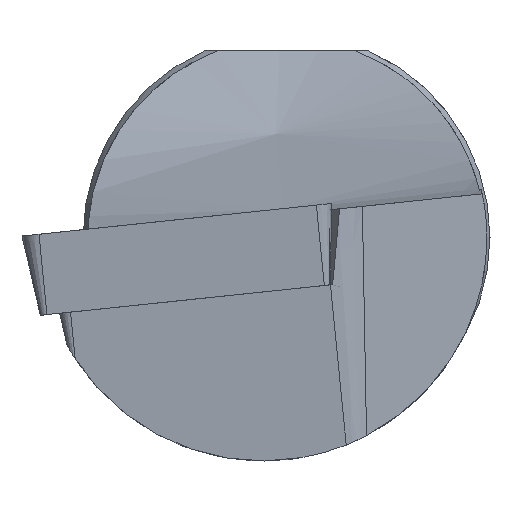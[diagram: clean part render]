
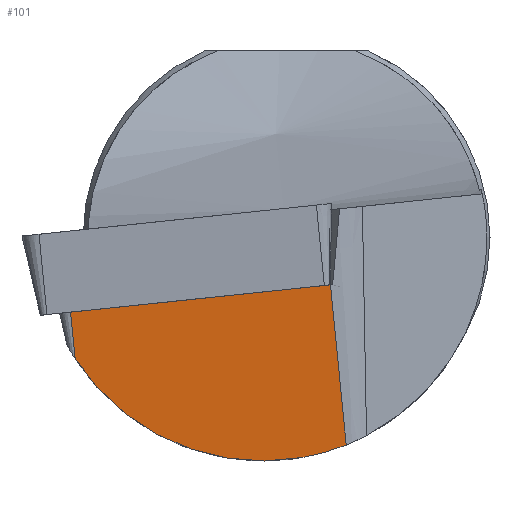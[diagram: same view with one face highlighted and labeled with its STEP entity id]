
A CAD part, left-side view. The second image highlights one B-rep face of the part: STEP entity #101.
In plain terms, the highlighted planar face has unit normal (-0.991, -0.064, -0.116).
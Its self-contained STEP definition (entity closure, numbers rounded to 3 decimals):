
#60=ELLIPSE('',#587,11.098,11.);
#101=ADVANCED_FACE('',(#148),#129,.T.);
#129=PLANE('',#588);
#148=FACE_OUTER_BOUND('',#178,.T.);
#178=EDGE_LOOP('',(#256,#257,#258,#259));
#256=ORIENTED_EDGE('',*,*,#443,.F.);
#257=ORIENTED_EDGE('',*,*,#444,.T.);
#258=ORIENTED_EDGE('',*,*,#445,.T.);
#259=ORIENTED_EDGE('',*,*,#446,.F.);
#386=VERTEX_POINT('',#809);
#387=VERTEX_POINT('',#810);
#388=VERTEX_POINT('',#812);
#389=VERTEX_POINT('',#814);
#443=EDGE_CURVE('',#386,#387,#514,.T.);
#444=EDGE_CURVE('',#386,#388,#515,.T.);
#445=EDGE_CURVE('',#388,#389,#60,.T.);
#446=EDGE_CURVE('',#387,#389,#516,.T.);
#514=LINE('',#808,#549);
#515=LINE('',#811,#550);
#516=LINE('',#815,#551);
#549=VECTOR('',#668,1.);
#550=VECTOR('',#669,1.);
#551=VECTOR('',#672,1.);
#587=AXIS2_PLACEMENT_3D('',#813,#670,#671);
#588=AXIS2_PLACEMENT_3D('',#816,#673,#674);
#668=DIRECTION('',(0.052,-0.993,0.104));
#669=DIRECTION('',(0.122,-0.097,-0.988));
#670=DIRECTION('',(-0.991,-0.064,-0.116));
#671=DIRECTION('',(0.132,-0.48,-0.867));
#672=DIRECTION('',(0.122,-0.097,-0.988));
#673=DIRECTION('',(-0.991,-0.064,-0.116));
#674=DIRECTION('',(-0.116,0.,0.993));
#808=CARTESIAN_POINT('',(0.758,10.612,-3.684));
#809=CARTESIAN_POINT('',(0.758,10.612,-3.684));
#810=CARTESIAN_POINT('',(1.427,-2.157,-2.342));
#811=CARTESIAN_POINT('',(0.271,11.002,0.267));
#812=CARTESIAN_POINT('',(1.04,10.386,-5.974));
#813=CARTESIAN_POINT('',(0.939,1.15,0.));
#814=CARTESIAN_POINT('',(2.397,-2.934,-10.214));
#815=CARTESIAN_POINT('',(0.94,-1.767,1.609));
#816=CARTESIAN_POINT('',(0.271,11.002,0.267));
